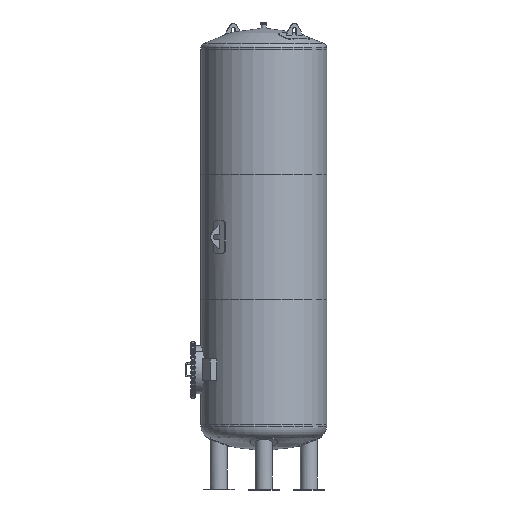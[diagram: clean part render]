
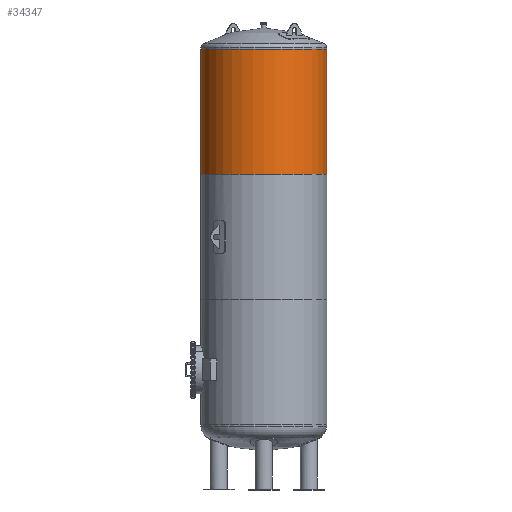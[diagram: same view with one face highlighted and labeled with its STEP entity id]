
A CAD part, left-side view. The second image highlights one B-rep face of the part: STEP entity #34347.
In plain terms, the highlighted cylindrical face has radius 800 mm (diameter 1600 mm), a full revolution.
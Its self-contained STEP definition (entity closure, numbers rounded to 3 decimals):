
#34132=CARTESIAN_POINT('',(-800.0,0.,4785.0));
#34133=VERTEX_POINT('',#34132);
#34134=CARTESIAN_POINT('',(0.01,-800.,4785.0));
#34135=VERTEX_POINT('',#34134);
#34136=CARTESIAN_POINT('',(0.,0.,4785.0));
#34137=DIRECTION('',(0.,0.,-1.0));
#34138=DIRECTION('',(0.,-1.,0.));
#34139=AXIS2_PLACEMENT_3D('',#34136,#34137,#34138);
#34140=CIRCLE('',#34139,800.0);
#34141=EDGE_CURVE('',#34133,#34135,#34140,.T.);
#34143=CARTESIAN_POINT('',(0.,-800.0,4785.0));
#34144=VERTEX_POINT('',#34143);
#34145=CARTESIAN_POINT('',(0.,0.,4785.0));
#34146=DIRECTION('',(0.,0.,-1.0));
#34147=DIRECTION('',(0.,-1.,0.));
#34148=AXIS2_PLACEMENT_3D('',#34145,#34146,#34147);
#34149=CIRCLE('',#34148,800.0);
#34150=EDGE_CURVE('',#34144,#34133,#34149,.T.);
#34279=CARTESIAN_POINT('',(0.,-800.0,3190.0));
#34280=VERTEX_POINT('',#34279);
#34281=CARTESIAN_POINT('',(0.,-800.0,3190.0));
#34282=DIRECTION('',(0.0,0.0,1.0));
#34283=VECTOR('',#34282,1595.0);
#34284=LINE('',#34281,#34283);
#34285=EDGE_CURVE('',#34280,#34144,#34284,.T.);
#34304=CARTESIAN_POINT('',(0.,0.,3190.0));
#34305=DIRECTION('',(0.,0.,1.0));
#34306=DIRECTION('',(0.,-1.,0.));
#34307=AXIS2_PLACEMENT_3D('',#34304,#34305,#34306);
#34308=CYLINDRICAL_SURFACE('',#34307,800.);
#34309=ORIENTED_EDGE('',*,*,#34150,.T.);
#34310=ORIENTED_EDGE('',*,*,#34141,.T.);
#34311=CARTESIAN_POINT('',(0.01,-800.,3190.0));
#34312=VERTEX_POINT('',#34311);
#34313=CARTESIAN_POINT('',(0.01,-800.,3190.0));
#34314=DIRECTION('',(0.0,0.0,1.0));
#34315=VECTOR('',#34314,1595.0);
#34316=LINE('',#34313,#34315);
#34317=EDGE_CURVE('',#34312,#34135,#34316,.T.);
#34318=ORIENTED_EDGE('',*,*,#34317,.F.);
#34319=CARTESIAN_POINT('',(800.,-0.01,3190.0));
#34320=VERTEX_POINT('',#34319);
#34321=CARTESIAN_POINT('',(0.,0.,3190.0));
#34322=DIRECTION('',(0.,0.,-1.0));
#34323=DIRECTION('',(1.,0.,0.));
#34324=AXIS2_PLACEMENT_3D('',#34321,#34322,#34323);
#34325=CIRCLE('',#34324,800.0);
#34326=EDGE_CURVE('',#34320,#34312,#34325,.T.);
#34327=ORIENTED_EDGE('',*,*,#34326,.F.);
#34328=CARTESIAN_POINT('',(800.,0.,3190.0));
#34329=VERTEX_POINT('',#34328);
#34330=CARTESIAN_POINT('',(0.,0.,3190.0));
#34331=DIRECTION('',(0.,0.,1.0));
#34332=DIRECTION('',(0.,-1.,0.));
#34333=AXIS2_PLACEMENT_3D('',#34330,#34331,#34332);
#34334=CIRCLE('',#34333,800.0);
#34335=EDGE_CURVE('',#34320,#34329,#34334,.T.);
#34336=ORIENTED_EDGE('',*,*,#34335,.T.);
#34337=CARTESIAN_POINT('',(0.,0.,3190.0));
#34338=DIRECTION('',(0.,0.,-1.0));
#34339=DIRECTION('',(1.,0.,0.));
#34340=AXIS2_PLACEMENT_3D('',#34337,#34338,#34339);
#34341=CIRCLE('',#34340,800.0);
#34342=EDGE_CURVE('',#34280,#34329,#34341,.T.);
#34343=ORIENTED_EDGE('',*,*,#34342,.F.);
#34344=ORIENTED_EDGE('',*,*,#34285,.T.);
#34345=EDGE_LOOP('',(#34309,#34310,#34318,#34327,#34336,#34343,#34344));
#34346=FACE_OUTER_BOUND('',#34345,.T.);
#34347=ADVANCED_FACE('',(#34346),#34308,.T.);
